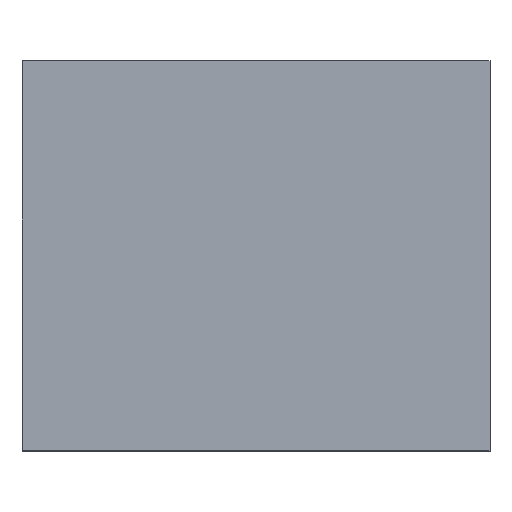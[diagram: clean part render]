
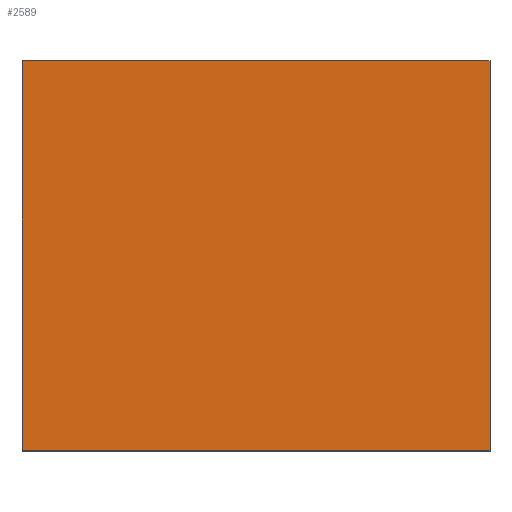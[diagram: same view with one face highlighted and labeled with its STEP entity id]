
A CAD part, top view. The second image highlights one B-rep face of the part: STEP entity #2589.
In plain terms, the highlighted planar face has unit normal (0, 0, 1).
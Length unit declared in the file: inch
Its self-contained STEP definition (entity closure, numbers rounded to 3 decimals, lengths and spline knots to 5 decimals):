
#30 = ORIENTED_EDGE ( 'NONE', *, *, #3393, .F. ) ;
#236 = ORIENTED_EDGE ( 'NONE', *, *, #3015, .F. ) ;
#254 = ORIENTED_EDGE ( 'NONE', *, *, #3930, .T. ) ;
#1811 = FACE_OUTER_BOUND ( 'NONE', #3391, .T. ) ;
#2499 = LINE ( 'NONE', #5177, #6671 ) ;
#2589 = ADVANCED_FACE ( 'NONE', ( #1811 ), #3279, .F. ) ;
#2611 = VECTOR ( 'NONE', #4901, 39.37008 ) ;
#3015 = EDGE_CURVE ( 'NONE', #6361, #6910, #4910, .T. ) ;
#3279 = PLANE ( 'NONE',  #3895 ) ;
#3391 = EDGE_LOOP ( 'NONE', ( #8307, #236, #30, #254 ) ) ;
#3393 = EDGE_CURVE ( 'NONE', #7462, #6361, #2499, .T. ) ;
#3586 = LINE ( 'NONE', #4290, #2611 ) ;
#3813 = EDGE_CURVE ( 'NONE', #7487, #6910, #3586, .T. ) ;
#3895 = AXIS2_PLACEMENT_3D ( 'NONE', #4504, #5912, #8578 ) ;
#3930 = EDGE_CURVE ( 'NONE', #7462, #7487, #6961, .T. ) ;
#4006 = VECTOR ( 'NONE', #7611, 39.37008 ) ;
#4290 = CARTESIAN_POINT ( 'NONE',  ( 0., 0., 0. ) ) ;
#4427 = DIRECTION ( 'NONE',  ( 1., 0., 0. ) ) ;
#4504 = CARTESIAN_POINT ( 'NONE',  ( 0., 2.5, 0. ) ) ;
#4901 = DIRECTION ( 'NONE',  ( 1., 0., 0. ) ) ;
#4910 = LINE ( 'NONE', #6881, #7627 ) ;
#4922 = CARTESIAN_POINT ( 'NONE',  ( 0., 0., 0. ) ) ;
#5177 = CARTESIAN_POINT ( 'NONE',  ( 0., 2.5, 0. ) ) ;
#5912 = DIRECTION ( 'NONE',  ( 0., 0., -1. ) ) ;
#6361 = VERTEX_POINT ( 'NONE', #7293 ) ;
#6538 = CARTESIAN_POINT ( 'NONE',  ( 3., 0., 0. ) ) ;
#6671 = VECTOR ( 'NONE', #4427, 39.37008 ) ;
#6792 = DIRECTION ( 'NONE',  ( 0., -1., 0. ) ) ;
#6881 = CARTESIAN_POINT ( 'NONE',  ( 3., 2.5, 0. ) ) ;
#6910 = VERTEX_POINT ( 'NONE', #6538 ) ;
#6961 = LINE ( 'NONE', #7522, #4006 ) ;
#7293 = CARTESIAN_POINT ( 'NONE',  ( 3., 2.5, 0. ) ) ;
#7462 = VERTEX_POINT ( 'NONE', #7584 ) ;
#7487 = VERTEX_POINT ( 'NONE', #4922 ) ;
#7522 = CARTESIAN_POINT ( 'NONE',  ( 0., 2.5, 0. ) ) ;
#7584 = CARTESIAN_POINT ( 'NONE',  ( 0., 2.5, 0. ) ) ;
#7611 = DIRECTION ( 'NONE',  ( 0., -1., 0. ) ) ;
#7627 = VECTOR ( 'NONE', #6792, 39.37008 ) ;
#8307 = ORIENTED_EDGE ( 'NONE', *, *, #3813, .T. ) ;
#8578 = DIRECTION ( 'NONE',  ( -1., 0., 0. ) ) ;
